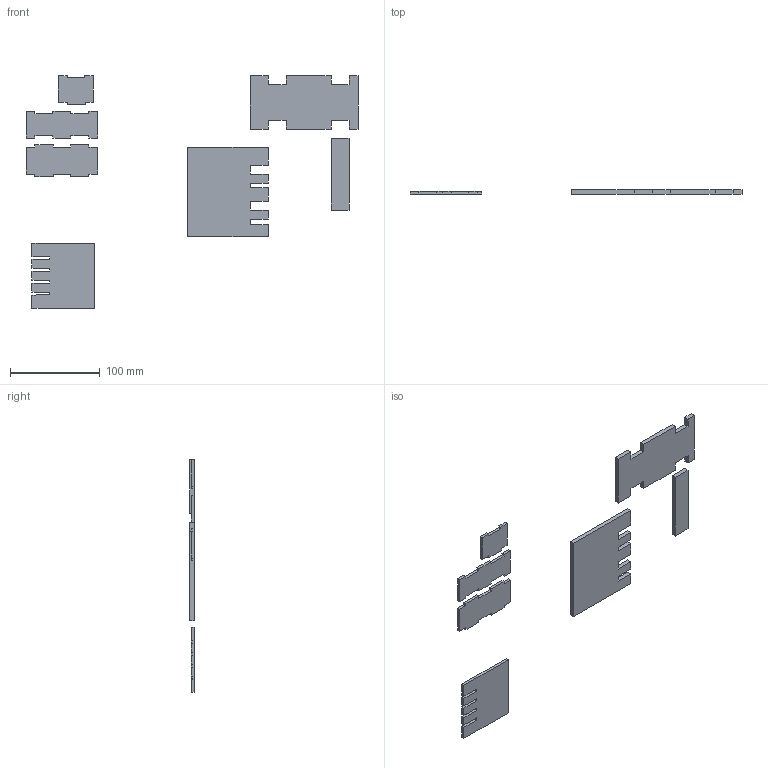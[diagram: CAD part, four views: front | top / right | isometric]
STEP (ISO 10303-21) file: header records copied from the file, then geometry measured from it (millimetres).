
FILE_DESCRIPTION(/* description */ (''),/* implementation_level */ '2;1');
FILE_NAME(/* name */ 'f3ef9ed4-06cf-4425-8f91-459f412a2984.stp',/* time_stamp */ '2019-01-30T20:25:33+00:00',/* author */ (''),/* organization */ (''),/* preprocessor_version */ 'ST-DEVELOPER v17.2',/* originating_system */ 'Autodesk Translation Framework v7.6.0.251',/* authorisation */ '');
FILE_SCHEMA (('AUTOMOTIVE_DESIGN { 1 0 10303 214 3 1 1 }'));
Length unit declared in the file: millimetre
Products named in the file (1): ConstructionKit Lasercutting
Bounding box: 370.2 x 5 x 259.71 mm (x, y, z)
Volume: 116457.1 mm3; surface area: 63726.4 mm2
Topology: 7 solids, 7 shells, 130 faces, 348 edges, 232 vertices
Faces by surface type: plane 130
Entity records: 3999 total; most frequent: CARTESIAN_POINT 711, ORIENTED_EDGE 696, DIRECTION 610, LINE 348, VECTOR 348, EDGE_CURVE 348, VERTEX_POINT 232, AXIS2_PLACEMENT_3D 131
